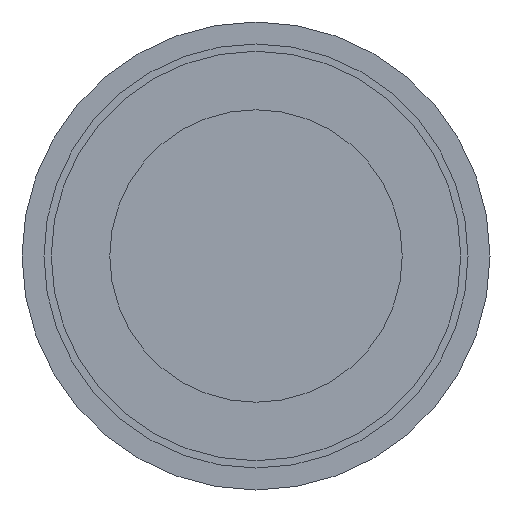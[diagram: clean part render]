
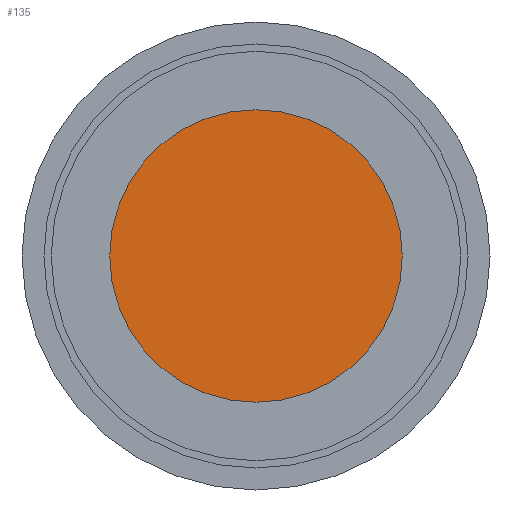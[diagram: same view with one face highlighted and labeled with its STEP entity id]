
A CAD part, left-side view. The second image highlights one B-rep face of the part: STEP entity #135.
In plain terms, the highlighted planar face has unit normal (-1, 0, 0).
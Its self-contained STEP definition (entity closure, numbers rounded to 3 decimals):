
#125=EDGE_CURVE('',#157,#231,#328,.T.);
#135=ADVANCED_FACE('',(#341),#342,.T.);
#157=VERTEX_POINT('',#367);
#231=VERTEX_POINT('',#450);
#261=EDGE_CURVE('',#231,#157,#482,.T.);
#328=CIRCLE('',#552,20.0);
#341=FACE_OUTER_BOUND('',#567,.T.);
#342=PLANE('',#568);
#367=CARTESIAN_POINT('',(3.3,0.,20.));
#450=CARTESIAN_POINT('',(3.3,0.,-20.));
#482=CIRCLE('',#744,20.0);
#552=AXIS2_PLACEMENT_3D('',#820,#821,#822);
#567=EDGE_LOOP('',(#847,#848));
#568=AXIS2_PLACEMENT_3D('',#849,#850,#851);
#744=AXIS2_PLACEMENT_3D('',#1018,#1019,#1020);
#820=CARTESIAN_POINT('',(3.3,0.,0.));
#821=DIRECTION('',(-1.0,0.0,0.0));
#822=DIRECTION('',(0.0,0.,1.0));
#847=ORIENTED_EDGE('',*,*,#125,.T.);
#848=ORIENTED_EDGE('',*,*,#261,.T.);
#849=CARTESIAN_POINT('',(3.3,0.,10.));
#850=DIRECTION('',(-1.0,0.0,0.0));
#851=DIRECTION('',(0.0,0.,-1.0));
#1018=CARTESIAN_POINT('',(3.3,0.,0.));
#1019=DIRECTION('',(-1.0,0.0,0.0));
#1020=DIRECTION('',(0.0,0.,1.0));
